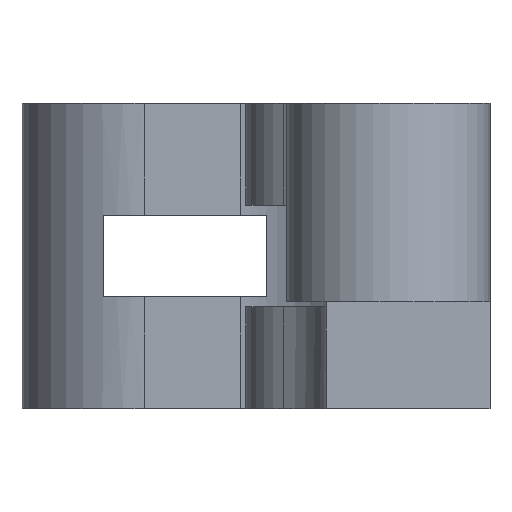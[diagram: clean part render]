
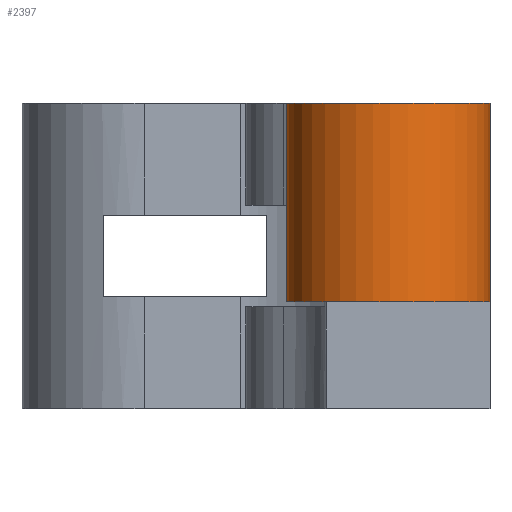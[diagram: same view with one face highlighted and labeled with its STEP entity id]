
A CAD part, left-side view. The second image highlights one B-rep face of the part: STEP entity #2397.
In plain terms, the highlighted cylindrical face has radius 5 mm (diameter 10 mm), a partial arc.
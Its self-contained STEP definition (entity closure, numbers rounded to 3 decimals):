
#147 = CYLINDRICAL_SURFACE('',#148,4.565);
#148 = AXIS2_PLACEMENT_3D('',#149,#150,#151);
#149 = CARTESIAN_POINT('',(-7.214,-5.383,0.));
#150 = DIRECTION('',(-0.,-0.,-1.));
#151 = DIRECTION('',(1.,0.,0.));
#446 = PLANE('',#447);
#447 = AXIS2_PLACEMENT_3D('',#448,#449,#450);
#448 = CARTESIAN_POINT('',(-13.,-18.,0.));
#449 = DIRECTION('',(0.,1.,0.));
#450 = DIRECTION('',(1.,0.,0.));
#572 = VERTEX_POINT('',#573);
#573 = CARTESIAN_POINT('',(-9.976,-9.018,5.25));
#588 = PLANE('',#589);
#589 = AXIS2_PLACEMENT_3D('',#590,#591,#592);
#590 = CARTESIAN_POINT('',(-13.,-7.,5.25));
#591 = DIRECTION('',(0.,0.,-1.));
#592 = DIRECTION('',(-1.,0.,0.));
#600 = EDGE_CURVE('',#572,#601,#603,.T.);
#601 = VERTEX_POINT('',#602);
#602 = CARTESIAN_POINT('',(-9.976,-9.018,15.));
#603 = SURFACE_CURVE('',#604,(#608,#615),.PCURVE_S1.);
#604 = LINE('',#605,#606);
#605 = CARTESIAN_POINT('',(-9.976,-9.018,0.));
#606 = VECTOR('',#607,1.);
#607 = DIRECTION('',(0.,0.,1.));
#608 = PCURVE('',#147,#609);
#609 = DEFINITIONAL_REPRESENTATION('',(#610),#614);
#610 = LINE('',#611,#612);
#611 = CARTESIAN_POINT('',(-4.063,0.));
#612 = VECTOR('',#613,1.);
#613 = DIRECTION('',(-0.,-1.));
#614 = ( GEOMETRIC_REPRESENTATION_CONTEXT(2) 
PARAMETRIC_REPRESENTATION_CONTEXT() REPRESENTATION_CONTEXT('2D SPACE',''
  ) );
#615 = PCURVE('',#616,#621);
#616 = CYLINDRICAL_SURFACE('',#617,5.);
#617 = AXIS2_PLACEMENT_3D('',#618,#619,#620);
#618 = CARTESIAN_POINT('',(-13.,-13.,0.));
#619 = DIRECTION('',(-0.,-0.,-1.));
#620 = DIRECTION('',(1.,0.,0.));
#621 = DEFINITIONAL_REPRESENTATION('',(#622),#626);
#622 = LINE('',#623,#624);
#623 = CARTESIAN_POINT('',(-0.921,0.));
#624 = VECTOR('',#625,1.);
#625 = DIRECTION('',(-0.,-1.));
#626 = ( GEOMETRIC_REPRESENTATION_CONTEXT(2) 
PARAMETRIC_REPRESENTATION_CONTEXT() REPRESENTATION_CONTEXT('2D SPACE',''
  ) );
#645 = PLANE('',#646);
#646 = AXIS2_PLACEMENT_3D('',#647,#648,#649);
#647 = CARTESIAN_POINT('',(3.577,-8.21,15.));
#648 = DIRECTION('',(0.,0.,-1.));
#649 = DIRECTION('',(-1.,0.,0.));
#1155 = VERTEX_POINT('',#1156);
#1156 = CARTESIAN_POINT('',(-13.,-18.,5.25));
#1175 = EDGE_CURVE('',#1155,#1176,#1178,.T.);
#1176 = VERTEX_POINT('',#1177);
#1177 = CARTESIAN_POINT('',(-13.,-18.,15.));
#1178 = SURFACE_CURVE('',#1179,(#1183,#1190),.PCURVE_S1.);
#1179 = LINE('',#1180,#1181);
#1180 = CARTESIAN_POINT('',(-13.,-18.,0.));
#1181 = VECTOR('',#1182,1.);
#1182 = DIRECTION('',(0.,0.,1.));
#1183 = PCURVE('',#446,#1184);
#1184 = DEFINITIONAL_REPRESENTATION('',(#1185),#1189);
#1185 = LINE('',#1186,#1187);
#1186 = CARTESIAN_POINT('',(0.,0.));
#1187 = VECTOR('',#1188,1.);
#1188 = DIRECTION('',(0.,-1.));
#1189 = ( GEOMETRIC_REPRESENTATION_CONTEXT(2) 
PARAMETRIC_REPRESENTATION_CONTEXT() REPRESENTATION_CONTEXT('2D SPACE',''
  ) );
#1190 = PCURVE('',#616,#1191);
#1191 = DEFINITIONAL_REPRESENTATION('',(#1192),#1196);
#1192 = LINE('',#1193,#1194);
#1193 = CARTESIAN_POINT('',(-4.712,0.));
#1194 = VECTOR('',#1195,1.);
#1195 = DIRECTION('',(-0.,-1.));
#1196 = ( GEOMETRIC_REPRESENTATION_CONTEXT(2) 
PARAMETRIC_REPRESENTATION_CONTEXT() REPRESENTATION_CONTEXT('2D SPACE',''
  ) );
#2203 = EDGE_CURVE('',#601,#1176,#2204,.T.);
#2204 = SURFACE_CURVE('',#2205,(#2210,#2221),.PCURVE_S1.);
#2205 = CIRCLE('',#2206,5.);
#2206 = AXIS2_PLACEMENT_3D('',#2207,#2208,#2209);
#2207 = CARTESIAN_POINT('',(-13.,-13.,15.));
#2208 = DIRECTION('',(0.,0.,1.));
#2209 = DIRECTION('',(1.,0.,0.));
#2210 = PCURVE('',#645,#2211);
#2211 = DEFINITIONAL_REPRESENTATION('',(#2212),#2220);
#2212 = ( BOUNDED_CURVE() B_SPLINE_CURVE(2,(#2213,#2214,#2215,#2216,
#2217,#2218,#2219),.UNSPECIFIED.,.T.,.F.) B_SPLINE_CURVE_WITH_KNOTS((1,2
    ,2,2,2,1),(-2.094,0.,2.094,4.189,
6.283,8.378),.UNSPECIFIED.) CURVE() 
GEOMETRIC_REPRESENTATION_ITEM() RATIONAL_B_SPLINE_CURVE((1.,0.5,1.,0.5,
1.,0.5,1.)) REPRESENTATION_ITEM('') );
#2213 = CARTESIAN_POINT('',(11.577,-4.79));
#2214 = CARTESIAN_POINT('',(11.577,3.871));
#2215 = CARTESIAN_POINT('',(19.077,-0.459));
#2216 = CARTESIAN_POINT('',(26.577,-4.79));
#2217 = CARTESIAN_POINT('',(19.077,-9.12));
#2218 = CARTESIAN_POINT('',(11.577,-13.45));
#2219 = CARTESIAN_POINT('',(11.577,-4.79));
#2220 = ( GEOMETRIC_REPRESENTATION_CONTEXT(2) 
PARAMETRIC_REPRESENTATION_CONTEXT() REPRESENTATION_CONTEXT('2D SPACE',''
  ) );
#2221 = PCURVE('',#616,#2222);
#2222 = DEFINITIONAL_REPRESENTATION('',(#2223),#2227);
#2223 = LINE('',#2224,#2225);
#2224 = CARTESIAN_POINT('',(-0.,-15.));
#2225 = VECTOR('',#2226,1.);
#2226 = DIRECTION('',(-1.,0.));
#2227 = ( GEOMETRIC_REPRESENTATION_CONTEXT(2) 
PARAMETRIC_REPRESENTATION_CONTEXT() REPRESENTATION_CONTEXT('2D SPACE',''
  ) );
#2397 = ADVANCED_FACE('',(#2398),#616,.T.);
#2398 = FACE_BOUND('',#2399,.F.);
#2399 = EDGE_LOOP('',(#2400,#2422,#2423,#2424));
#2400 = ORIENTED_EDGE('',*,*,#2401,.T.);
#2401 = EDGE_CURVE('',#1155,#572,#2402,.T.);
#2402 = SURFACE_CURVE('',#2403,(#2408,#2415),.PCURVE_S1.);
#2403 = CIRCLE('',#2404,5.);
#2404 = AXIS2_PLACEMENT_3D('',#2405,#2406,#2407);
#2405 = CARTESIAN_POINT('',(-13.,-13.,5.25));
#2406 = DIRECTION('',(0.,0.,-1.));
#2407 = DIRECTION('',(1.,0.,0.));
#2408 = PCURVE('',#616,#2409);
#2409 = DEFINITIONAL_REPRESENTATION('',(#2410),#2414);
#2410 = LINE('',#2411,#2412);
#2411 = CARTESIAN_POINT('',(-6.283,-5.25));
#2412 = VECTOR('',#2413,1.);
#2413 = DIRECTION('',(1.,-0.));
#2414 = ( GEOMETRIC_REPRESENTATION_CONTEXT(2) 
PARAMETRIC_REPRESENTATION_CONTEXT() REPRESENTATION_CONTEXT('2D SPACE',''
  ) );
#2415 = PCURVE('',#588,#2416);
#2416 = DEFINITIONAL_REPRESENTATION('',(#2417),#2421);
#2417 = CIRCLE('',#2418,5.);
#2418 = AXIS2_PLACEMENT_2D('',#2419,#2420);
#2419 = CARTESIAN_POINT('',(0.,-6.));
#2420 = DIRECTION('',(-1.,0.));
#2421 = ( GEOMETRIC_REPRESENTATION_CONTEXT(2) 
PARAMETRIC_REPRESENTATION_CONTEXT() REPRESENTATION_CONTEXT('2D SPACE',''
  ) );
#2422 = ORIENTED_EDGE('',*,*,#600,.T.);
#2423 = ORIENTED_EDGE('',*,*,#2203,.T.);
#2424 = ORIENTED_EDGE('',*,*,#1175,.F.);
